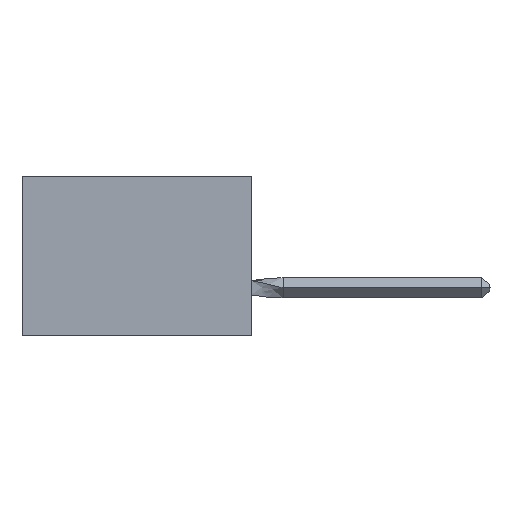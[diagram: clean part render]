
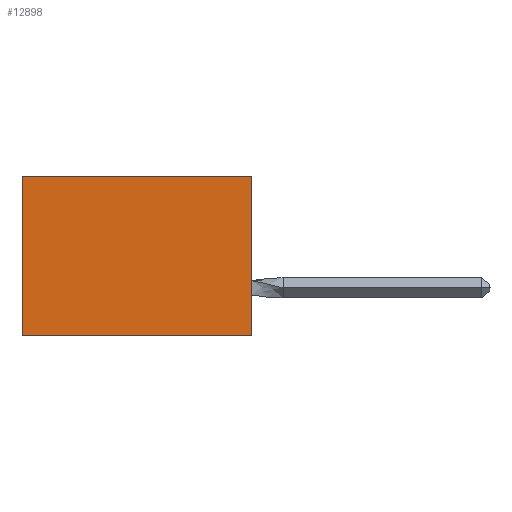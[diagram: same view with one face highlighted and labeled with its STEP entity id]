
A CAD part, left-side view. The second image highlights one B-rep face of the part: STEP entity #12898.
In plain terms, the highlighted planar face has unit normal (-1, 0, 0).
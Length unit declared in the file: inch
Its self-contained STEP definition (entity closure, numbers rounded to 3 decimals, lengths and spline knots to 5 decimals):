
#3640 = LINE ( 'NONE', #19000, #7782 ) ;
#3898 = FACE_OUTER_BOUND ( 'NONE', #8499, .T. ) ;
#4184 = CARTESIAN_POINT ( 'NONE',  ( 0.305, 0., -0.5 ) ) ;
#4713 = VERTEX_POINT ( 'NONE', #21150 ) ;
#5237 = VERTEX_POINT ( 'NONE', #19457 ) ;
#5253 = ORIENTED_EDGE ( 'NONE', *, *, #12497, .F. ) ;
#5821 = DIRECTION ( 'NONE',  ( 1., 0., 0. ) ) ;
#6426 = ORIENTED_EDGE ( 'NONE', *, *, #17493, .T. ) ;
#7572 = DIRECTION ( 'NONE',  ( 0., 1., 0. ) ) ;
#7782 = VECTOR ( 'NONE', #20846, 39.37008 ) ;
#7947 = LINE ( 'NONE', #15033, #22957 ) ;
#8290 = CARTESIAN_POINT ( 'NONE',  ( 0.305, 0.72, -0.5 ) ) ;
#8499 = EDGE_LOOP ( 'NONE', ( #20747, #5253, #12845, #6426 ) ) ;
#10485 = EDGE_CURVE ( 'NONE', #17242, #4713, #23167, .T. ) ;
#12497 = EDGE_CURVE ( 'NONE', #4713, #21996, #3640, .T. ) ;
#12845 = ORIENTED_EDGE ( 'NONE', *, *, #10485, .F. ) ;
#12898 = ADVANCED_FACE ( 'NONE', ( #3898 ), #20912, .F. ) ;
#13447 = LINE ( 'NONE', #14460, #24252 ) ;
#14137 = CARTESIAN_POINT ( 'NONE',  ( 0.305, 0., 0. ) ) ;
#14460 = CARTESIAN_POINT ( 'NONE',  ( 0.305, 0.72, -0.5 ) ) ;
#15033 = CARTESIAN_POINT ( 'NONE',  ( 0.305, 0., 0. ) ) ;
#15476 = AXIS2_PLACEMENT_3D ( 'NONE', #19146, #5821, #23002 ) ;
#16410 = DIRECTION ( 'NONE',  ( 0., 0., -1. ) ) ;
#16566 = VECTOR ( 'NONE', #17569, 39.37008 ) ;
#17242 = VERTEX_POINT ( 'NONE', #14137 ) ;
#17493 = EDGE_CURVE ( 'NONE', #17242, #5237, #7947, .T. ) ;
#17569 = DIRECTION ( 'NONE',  ( 0., 0., -1. ) ) ;
#19000 = CARTESIAN_POINT ( 'NONE',  ( 0.305, 0., -0.5 ) ) ;
#19146 = CARTESIAN_POINT ( 'NONE',  ( 0.305, 0., -0.5 ) ) ;
#19457 = CARTESIAN_POINT ( 'NONE',  ( 0.305, 0.72, 0. ) ) ;
#20455 = EDGE_CURVE ( 'NONE', #5237, #21996, #13447, .T. ) ;
#20747 = ORIENTED_EDGE ( 'NONE', *, *, #20455, .T. ) ;
#20846 = DIRECTION ( 'NONE',  ( 0., 1., 0. ) ) ;
#20912 = PLANE ( 'NONE',  #15476 ) ;
#21150 = CARTESIAN_POINT ( 'NONE',  ( 0.305, 0., -0.5 ) ) ;
#21996 = VERTEX_POINT ( 'NONE', #8290 ) ;
#22957 = VECTOR ( 'NONE', #7572, 39.37008 ) ;
#23002 = DIRECTION ( 'NONE',  ( 0., 0., -1. ) ) ;
#23167 = LINE ( 'NONE', #4184, #16566 ) ;
#24252 = VECTOR ( 'NONE', #16410, 39.37008 ) ;
